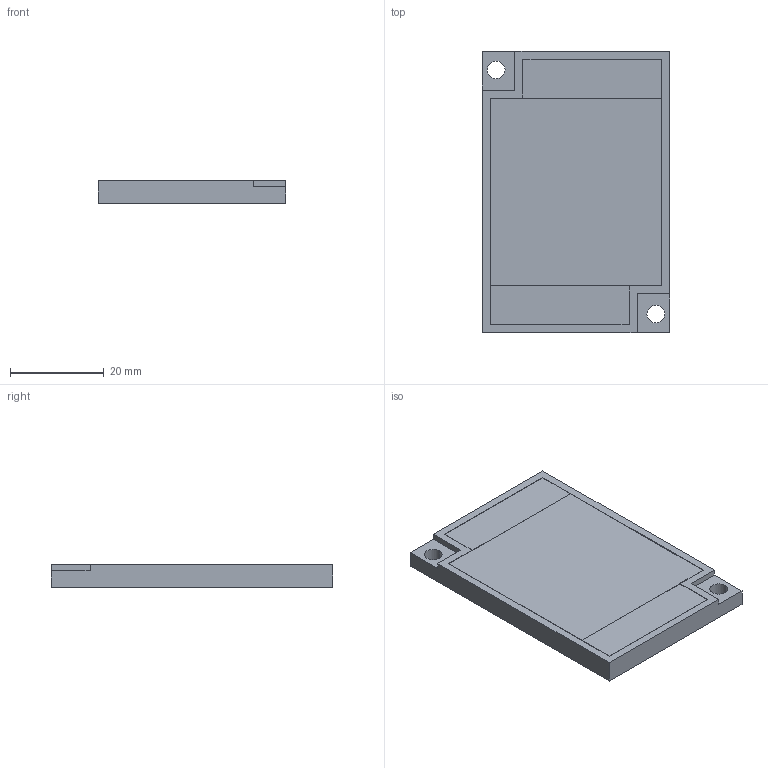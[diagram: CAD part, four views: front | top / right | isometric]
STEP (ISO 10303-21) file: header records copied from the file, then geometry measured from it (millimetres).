
FILE_DESCRIPTION((''),'2;1');
FILE_NAME('249947_ASM','2025-06-09T11:40:07',('banengservice'),('BANNER ENGINEERING'),'CREO PARAMETRIC BY PTC INC, 2022414','CREO PARAMETRIC BY PTC INC, 2022414','');
FILE_SCHEMA(('CONFIG_CONTROL_DESIGN'));
Length unit declared in the file: millimetre
Products named in the file (2): 69504; 249947_ASM
Assembly tree (1 placements, depth 2):
  249947_ASM
    69504
Bounding box: 40 x 60 x 4.8 mm (x, y, z)
Volume: 11095.3 mm3; surface area: 9051.3 mm2
Topology: 2 solids, 2 shells, 33 faces, 84 edges, 56 vertices
Faces by surface type: plane 29, cylinder 4
Entity records: 1059 total; most frequent: CARTESIAN_POINT 176, ORIENTED_EDGE 168, DIRECTION 164, EDGE_CURVE 84, VECTOR 76, LINE 76, VERTEX_POINT 56, AXIS2_PLACEMENT_3D 44
